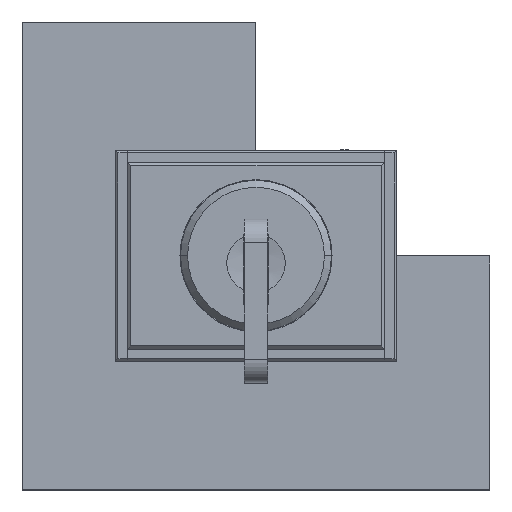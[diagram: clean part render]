
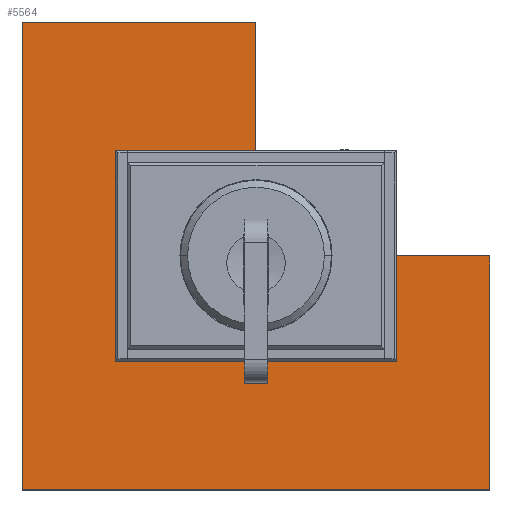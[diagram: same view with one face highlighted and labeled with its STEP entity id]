
A CAD part, top view. The second image highlights one B-rep face of the part: STEP entity #5564.
In plain terms, the highlighted planar face has unit normal (0, 0, 1).
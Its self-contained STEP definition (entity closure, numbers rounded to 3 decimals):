
#513 = DIRECTION ( 'NONE',  ( 0., 0., -1. ) ) ;
#553 = LINE ( 'NONE', #19265, #49752 ) ;
#574 = ORIENTED_EDGE ( 'NONE', *, *, #3974, .T. ) ;
#1251 = EDGE_CURVE ( 'NONE', #39452, #62544, #62159, .T. ) ;
#1417 = VECTOR ( 'NONE', #15560, 1000. ) ;
#2181 = AXIS2_PLACEMENT_3D ( 'NONE', #18194, #52586, #23140 ) ;
#2717 = DIRECTION ( 'NONE',  ( -1., 0., 0. ) ) ;
#2823 = ORIENTED_EDGE ( 'NONE', *, *, #37858, .T. ) ;
#2973 = LINE ( 'NONE', #10635, #1417 ) ;
#3512 = CARTESIAN_POINT ( 'NONE',  ( 0., 8., -0.2 ) ) ;
#3974 = EDGE_CURVE ( 'NONE', #62544, #20660, #6018, .T. ) ;
#4380 = DIRECTION ( 'NONE',  ( 1., 0., 0. ) ) ;
#4809 = VERTEX_POINT ( 'NONE', #26509 ) ;
#5128 = ORIENTED_EDGE ( 'NONE', *, *, #44599, .T. ) ;
#5564 = ADVANCED_FACE ( 'NONE', ( #59916 ), #37541, .F. ) ;
#6018 = CIRCLE ( 'NONE', #36595, 8. ) ;
#7014 = CARTESIAN_POINT ( 'NONE',  ( 0., 8., -0.2 ) ) ;
#7380 = EDGE_CURVE ( 'NONE', #14324, #39452, #37087, .T. ) ;
#8109 = CARTESIAN_POINT ( 'NONE',  ( -7.955, -0.85, -0.2 ) ) ;
#8359 = ORIENTED_EDGE ( 'NONE', *, *, #41783, .T. ) ;
#8588 = VERTEX_POINT ( 'NONE', #3512 ) ;
#8891 = VECTOR ( 'NONE', #52227, 1000. ) ;
#9558 = DIRECTION ( 'NONE',  ( 0., 0., -1. ) ) ;
#10002 = VECTOR ( 'NONE', #2717, 1000. ) ;
#10439 = LINE ( 'NONE', #22795, #8891 ) ;
#10477 = CARTESIAN_POINT ( 'NONE',  ( 8., 0., -0.2 ) ) ;
#10635 = CARTESIAN_POINT ( 'NONE',  ( -7., -0.85, -0.2 ) ) ;
#12455 = CARTESIAN_POINT ( 'NONE',  ( 0., 20., -0.2 ) ) ;
#12462 = LINE ( 'NONE', #15250, #61702 ) ;
#13090 = CARTESIAN_POINT ( 'NONE',  ( -7.955, 0.85, -0.2 ) ) ;
#14324 = VERTEX_POINT ( 'NONE', #54533 ) ;
#15250 = CARTESIAN_POINT ( 'NONE',  ( -7., -0.85, -0.2 ) ) ;
#15464 = VERTEX_POINT ( 'NONE', #40027 ) ;
#15560 = DIRECTION ( 'NONE',  ( 0., 1., 0. ) ) ;
#16562 = EDGE_CURVE ( 'NONE', #20660, #63566, #56682, .T. ) ;
#17374 = VERTEX_POINT ( 'NONE', #49613 ) ;
#17477 = ORIENTED_EDGE ( 'NONE', *, *, #40163, .T. ) ;
#18194 = CARTESIAN_POINT ( 'NONE',  ( 0., 0., -0.2 ) ) ;
#19099 = CIRCLE ( 'NONE', #56181, 8. ) ;
#19265 = CARTESIAN_POINT ( 'NONE',  ( -20., 20., -0.2 ) ) ;
#20231 = CARTESIAN_POINT ( 'NONE',  ( -20., -20., -0.2 ) ) ;
#20289 = ORIENTED_EDGE ( 'NONE', *, *, #50268, .T. ) ;
#20660 = VERTEX_POINT ( 'NONE', #51929 ) ;
#21351 = ORIENTED_EDGE ( 'NONE', *, *, #53566, .T. ) ;
#21472 = CARTESIAN_POINT ( 'NONE',  ( 20., 0., -0.2 ) ) ;
#21503 = EDGE_CURVE ( 'NONE', #56743, #14324, #22879, .T. ) ;
#22795 = CARTESIAN_POINT ( 'NONE',  ( -7., 0.85, -0.2 ) ) ;
#22879 = LINE ( 'NONE', #29097, #49033 ) ;
#23090 = LINE ( 'NONE', #56612, #10002 ) ;
#23140 = DIRECTION ( 'NONE',  ( 0., 1., 0. ) ) ;
#24472 = VECTOR ( 'NONE', #45281, 1000. ) ;
#24682 = DIRECTION ( 'NONE',  ( 0., 0., -1. ) ) ;
#26268 = ORIENTED_EDGE ( 'NONE', *, *, #1251, .T. ) ;
#26509 = CARTESIAN_POINT ( 'NONE',  ( -7., 0.85, -0.2 ) ) ;
#29097 = CARTESIAN_POINT ( 'NONE',  ( -20., -20., -0.2 ) ) ;
#29971 = CARTESIAN_POINT ( 'NONE',  ( 0., 0., -0.2 ) ) ;
#34890 = DIRECTION ( 'NONE',  ( 1., 0., 0. ) ) ;
#35467 = AXIS2_PLACEMENT_3D ( 'NONE', #39040, #9558, #43957 ) ;
#36595 = AXIS2_PLACEMENT_3D ( 'NONE', #54123, #24682, #59050 ) ;
#37087 = LINE ( 'NONE', #53204, #61689 ) ;
#37541 = PLANE ( 'NONE',  #2181 ) ;
#37858 = EDGE_CURVE ( 'NONE', #8588, #45446, #42948, .T. ) ;
#38859 = ORIENTED_EDGE ( 'NONE', *, *, #21503, .T. ) ;
#39040 = CARTESIAN_POINT ( 'NONE',  ( 0., 0., -0.2 ) ) ;
#39045 = VERTEX_POINT ( 'NONE', #13090 ) ;
#39452 = VERTEX_POINT ( 'NONE', #21472 ) ;
#39824 = DIRECTION ( 'NONE',  ( 1., 0., 0. ) ) ;
#40027 = CARTESIAN_POINT ( 'NONE',  ( -20., 20., -0.2 ) ) ;
#40163 = EDGE_CURVE ( 'NONE', #45446, #15464, #23090, .T. ) ;
#40414 = ORIENTED_EDGE ( 'NONE', *, *, #61499, .T. ) ;
#41467 = DIRECTION ( 'NONE',  ( 0., 1., 0. ) ) ;
#41783 = EDGE_CURVE ( 'NONE', #15464, #56743, #553, .T. ) ;
#42948 = LINE ( 'NONE', #7014, #60620 ) ;
#43957 = DIRECTION ( 'NONE',  ( 1., 0., 0. ) ) ;
#44008 = ORIENTED_EDGE ( 'NONE', *, *, #16562, .T. ) ;
#44599 = EDGE_CURVE ( 'NONE', #17374, #4809, #2973, .T. ) ;
#44686 = EDGE_LOOP ( 'NONE', ( #574, #44008, #21351, #5128, #40414, #20289, #2823, #17477, #8359, #38859, #52849, #26268 ) ) ;
#45281 = DIRECTION ( 'NONE',  ( -1., 0., 0. ) ) ;
#45446 = VERTEX_POINT ( 'NONE', #12455 ) ;
#49033 = VECTOR ( 'NONE', #4380, 1000. ) ;
#49613 = CARTESIAN_POINT ( 'NONE',  ( -7., -0.85, -0.2 ) ) ;
#49752 = VECTOR ( 'NONE', #58571, 1000. ) ;
#50268 = EDGE_CURVE ( 'NONE', #39045, #8588, #19099, .T. ) ;
#51929 = CARTESIAN_POINT ( 'NONE',  ( 0., -8., -0.2 ) ) ;
#52227 = DIRECTION ( 'NONE',  ( -1., 0., 0. ) ) ;
#52586 = DIRECTION ( 'NONE',  ( 0., 0., -1. ) ) ;
#52849 = ORIENTED_EDGE ( 'NONE', *, *, #7380, .T. ) ;
#53007 = DIRECTION ( 'NONE',  ( 0., 1., 0. ) ) ;
#53204 = CARTESIAN_POINT ( 'NONE',  ( 20., 0., -0.2 ) ) ;
#53566 = EDGE_CURVE ( 'NONE', #63566, #17374, #12462, .T. ) ;
#54123 = CARTESIAN_POINT ( 'NONE',  ( 0., 0., -0.2 ) ) ;
#54533 = CARTESIAN_POINT ( 'NONE',  ( 20., -20., -0.2 ) ) ;
#56181 = AXIS2_PLACEMENT_3D ( 'NONE', #29971, #513, #34890 ) ;
#56612 = CARTESIAN_POINT ( 'NONE',  ( 0., 20., -0.2 ) ) ;
#56682 = CIRCLE ( 'NONE', #35467, 8. ) ;
#56743 = VERTEX_POINT ( 'NONE', #20231 ) ;
#58571 = DIRECTION ( 'NONE',  ( 0., -1., 0. ) ) ;
#59050 = DIRECTION ( 'NONE',  ( 1., 0., 0. ) ) ;
#59916 = FACE_OUTER_BOUND ( 'NONE', #44686, .T. ) ;
#60620 = VECTOR ( 'NONE', #41467, 1000. ) ;
#61499 = EDGE_CURVE ( 'NONE', #4809, #39045, #10439, .T. ) ;
#61689 = VECTOR ( 'NONE', #53007, 1000. ) ;
#61702 = VECTOR ( 'NONE', #39824, 1000. ) ;
#62159 = LINE ( 'NONE', #10477, #24472 ) ;
#62544 = VERTEX_POINT ( 'NONE', #63080 ) ;
#63080 = CARTESIAN_POINT ( 'NONE',  ( 8., 0., -0.2 ) ) ;
#63566 = VERTEX_POINT ( 'NONE', #8109 ) ;
